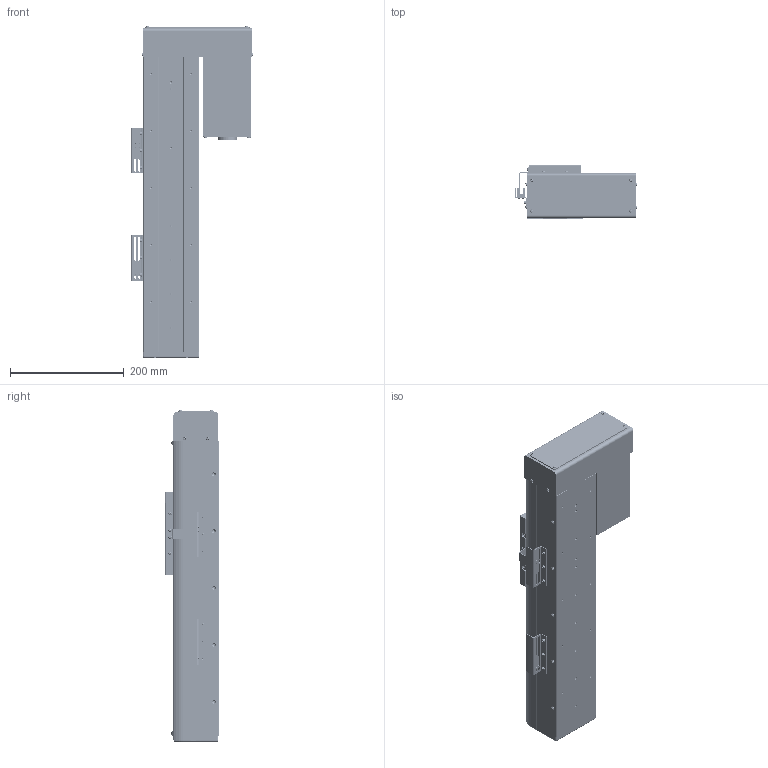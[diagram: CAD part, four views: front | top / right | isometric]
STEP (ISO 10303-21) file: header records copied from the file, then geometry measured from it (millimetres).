
FILE_DESCRIPTION (( 'STEP AP203' ), '1' );
FILE_NAME ('HC100-XXX-PR-200-XX-SL-OF.STEP', '2020-08-04T03:07:31', ( '彌營遵' ), ( '' ), 'SwSTEP 2.0', 'SolidWorks 2013', '' );
FILE_SCHEMA (( 'CONFIG_CONTROL_DESIGN' ));
Length unit declared in the file: millimetre
Products named in the file (44): socket button head cap screw_am_B18.3.4M - 3 x 0.5 x 8 SBHCS --N; HC100-XXX-PR-200-XX-SL-OF; HC SENSOR DOG-ST200; socket head cap screw_ks_KS 1003 - M4 x 10 x 10-N; FRONT PLATE-ST200; SIDE COVER-ST200; HRballnut-ST200; socket head cap screw_ks_KS 1003 - M6 x 10 x 10-N; FRONT PLATE COVER-ST200; SIDE COVER2-ST200; LMblock-ST200; MASensor Brk-ST200_ル遽; hg-kr23-ST200; STEEL BELT-ST200; socket button head cap screw_am_B18.3.4M - 3 x 0.5 x 5 SBHCS --N; SHAFT-ST200; EE-SX-674(奢辨 撫憮)-ST200_ル遽; HR Series motor case cover(奢辨)-ST200; STEEL BELT FIX-ST200; socket countersunk head screw_am_B18.3.5M - 3 x 0.5 x 8 Socket FCHS  -- 8C; STEEL BELT TENSION BLOCK-ST200; socket head cap screw_ks_KS 1003 - M3 x 5 x 5-N; BASE-ST200; HR Series motor case(奢辨)-ST200; SUPPORT BLOCK-ST200; CARRIER-ST200; STEEL BELT TENSION PLATE-ST200; spring lock washer_ks_KS 1324 - M3; BEARING HOUSING(雖雖)-ST200; 醴喀攪-ST200; HRbearing cap-ST200; END COVER-ST200; socket head cap screw_ks_KS 1003 - M6 x 45 x 24-N; HC100 SENSOR_1(PR); FRONT PLATE COVER 唯衛璽-ST200; DAMPER-ST200; HRballscrew-ST200; socket head cap screw_ks_KS 1003 - M5 x 16 x 16-N; HC100 SENSOR_2(PR); CARRIER COVER-ST200 ...
Assembly tree (117 placements, depth 3):
  HC100-XXX-PR-200-XX-SL-OF
    BASE-ST200
    BEARING HOUSING(雖雖)-ST200
    CARRIER-ST200
      CARRIER-ST200
      CARRIER COVER-ST200
      HC SENSOR DOG-ST200
      HRballnut-ST200
      LMblock-ST200  x2
      SHAFT-ST200  x8
      STEEL BELT TENSION BLOCK-ST200  x2
      STEEL BELT TENSION PLATE-ST200  x2
      socket head cap screw_ks_KS 1003 - M6 x 45 x 24-N  x8
      socket head cap screw_ks_KS 1003 - M5 x 16 x 16-N  x4
      socket button head cap screw_am_B18.3.4M - 3 x 0.5 x 8 SBHCS --N  x4
      socket button head cap screw_am_B18.3.4M - 3 x 0.5 x 5 SBHCS --N  x2
      socket countersunk head screw_am_B18.3.5M - 3 x 0.5 x 8 Socket FCHS  -- 8C  x12
    END COVER-ST200
    HRballscrew-ST200
    LMguide-ST200
    SIDE COVER-ST200
    SIDE COVER2-ST200
    STEEL BELT-ST200
    STEEL BELT FIX-ST200  x2
    SUPPORT BLOCK-ST200  x2
    HRbearing cap-ST200
    DAMPER-ST200  x2
    BEARING HOUSING(堅薑)-ST200
    FRONT PLATE-ST200
    FRONT PLATE COVER-ST200
    hg-kr23-ST200
    HR Series motor case cover(奢辨)-ST200
    HR Series motor case(奢辨)-ST200
    醴喀攪-ST200
    FRONT PLATE COVER 唯衛璽-ST200
    pan cross head_ks_KS 1023 PC- M3 x 5-N  x16
    socket head cap screw_ks_KS 1003 - M4 x 10 x 10-N  x2
    socket head cap screw_ks_KS 1003 - M6 x 10 x 10-N  x2
    HC100 SENSOR_1(PR)
      MASensor Brk-ST200_ル遽
      EE-SX-674(奢辨 撫憮)-ST200_ル遽  x2
      socket head cap screw_ks_KS 1003 - M3 x 5 x 5-N  x7
      spring lock washer_ks_KS 1324 - M3  x3
    HC100 SENSOR_2(PR)
      MASensor Brk-ST200_ル遽
      EE-SX-674(奢辨 撫憮)-ST200_ル遽
      socket head cap screw_ks_KS 1003 - M3 x 5 x 5-N  x5
      spring lock washer_ks_KS 1324 - M3  x3
Bounding box: 214.15 x 95 x 582.95 mm (x, y, z)
Volume: 2522592.5 mm3; surface area: 1071406.9 mm2
Topology: 114 solids, 114 shells, 4512 faces, 11142 edges, 6812 vertices
Faces by surface type: plane 2158, cylinder 1358, cone 642, torus 272, sphere 48, bspline 34
Entity records: 114273 total; most frequent: CARTESIAN_POINT 48303, DIRECTION 12853, ORIENTED_EDGE 11998, EDGE_CURVE 5999, AXIS2_PLACEMENT_3D 4658, VERTEX_POINT 3851, LINE 3537, VECTOR 3537
